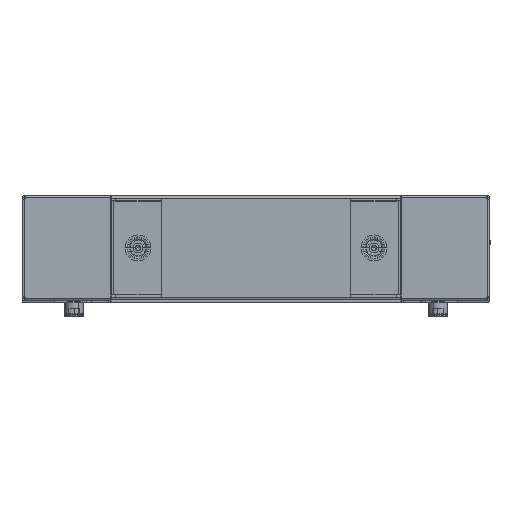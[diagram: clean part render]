
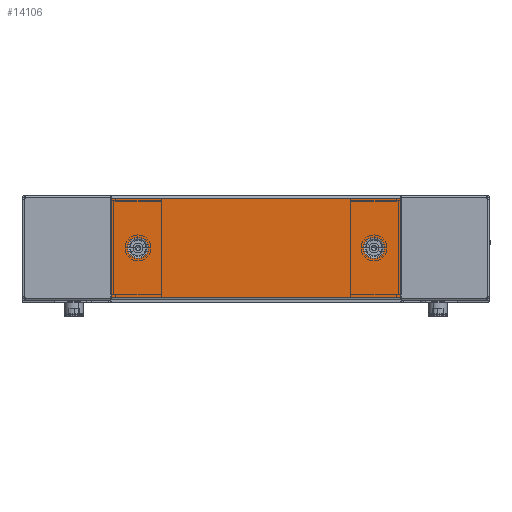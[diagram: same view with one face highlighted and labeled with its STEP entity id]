
A CAD part, top view. The second image highlights one B-rep face of the part: STEP entity #14106.
In plain terms, the highlighted face is planar.
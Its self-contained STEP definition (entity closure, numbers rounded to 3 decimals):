
#3808 = AXIS2_PLACEMENT_3D ( 'NONE', #19378, #19372, #19382 ) ;
#5032 = VECTOR ( 'NONE', #6685, 1000. ) ;
#5033 = VECTOR ( 'NONE', #6682, 1000. ) ;
#5034 = LINE ( 'NONE', #6683, #5032 ) ;
#5035 = VECTOR ( 'NONE', #6680, 1000. ) ;
#5036 = CIRCLE ( 'NONE', #25469, 10. ) ;
#5037 = VECTOR ( 'NONE', #6671, 1000. ) ;
#5038 = LINE ( 'NONE', #6675, #5033 ) ;
#5039 = LINE ( 'NONE', #6670, #5037 ) ;
#5041 = CIRCLE ( 'NONE', #25470, 10. ) ;
#5046 = LINE ( 'NONE', #6676, #5035 ) ;
#5059 = CIRCLE ( 'NONE', #25477, 10. ) ;
#5385 = CIRCLE ( 'NONE', #25501, 10. ) ;
#6538 = CARTESIAN_POINT ( 'NONE',  ( 113.5, 0., 0. ) ) ;
#6539 = DIRECTION ( 'NONE',  ( 0., 0., -1. ) ) ;
#6540 = DIRECTION ( 'NONE',  ( -1., 0., 0. ) ) ;
#6642 = CARTESIAN_POINT ( 'NONE',  ( -113.5, 0., 0. ) ) ;
#6643 = DIRECTION ( 'NONE',  ( 0., 0., 1. ) ) ;
#6644 = DIRECTION ( 'NONE',  ( 1., 0., 0. ) ) ;
#6670 = CARTESIAN_POINT ( 'NONE',  ( 139., -47.9, 0. ) ) ;
#6671 = DIRECTION ( 'NONE',  ( -1., 0., 0. ) ) ;
#6675 = CARTESIAN_POINT ( 'NONE',  ( -139., 47.9, 0. ) ) ;
#6676 = CARTESIAN_POINT ( 'NONE',  ( -139., 48., 0. ) ) ;
#6677 = CARTESIAN_POINT ( 'NONE',  ( -113.5, 0., 0. ) ) ;
#6678 = DIRECTION ( 'NONE',  ( 0., 0., 1. ) ) ;
#6679 = DIRECTION ( 'NONE',  ( 1., 0., 0. ) ) ;
#6680 = DIRECTION ( 'NONE',  ( 0., -1., 0. ) ) ;
#6682 = DIRECTION ( 'NONE',  ( 1., 0., 0. ) ) ;
#6683 = CARTESIAN_POINT ( 'NONE',  ( 139., 48., 0. ) ) ;
#6685 = DIRECTION ( 'NONE',  ( 0., 1., 0. ) ) ;
#6688 = CARTESIAN_POINT ( 'NONE',  ( 113.5, 0., 0. ) ) ;
#6689 = DIRECTION ( 'NONE',  ( 0., 0., -1. ) ) ;
#6690 = DIRECTION ( 'NONE',  ( -1., 0., 0. ) ) ;
#11464 = EDGE_LOOP ( 'NONE', ( #24635, #24634 ) ) ;
#12105 = VERTEX_POINT ( 'NONE', #22272 ) ;
#12106 = VERTEX_POINT ( 'NONE', #22279 ) ;
#12155 = VERTEX_POINT ( 'NONE', #22348 ) ;
#12156 = VERTEX_POINT ( 'NONE', #22350 ) ;
#12275 = VERTEX_POINT ( 'NONE', #22383 ) ;
#12282 = VERTEX_POINT ( 'NONE', #22391 ) ;
#12313 = VERTEX_POINT ( 'NONE', #22443 ) ;
#12315 = VERTEX_POINT ( 'NONE', #22446 ) ;
#12949 = FACE_OUTER_BOUND ( 'NONE', #18102, .T. ) ;
#12951 = FACE_BOUND ( 'NONE', #18101, .T. ) ;
#12952 = FACE_BOUND ( 'NONE', #11464, .T. ) ;
#14106 = ADVANCED_FACE ( 'NONE', ( #12952, #12949, #12951 ), #19380, .F. ) ;
#18101 = EDGE_LOOP ( 'NONE', ( #24629, #24628 ) ) ;
#18102 = EDGE_LOOP ( 'NONE', ( #24633, #24632, #24631, #24630 ) ) ;
#19372 = DIRECTION ( 'NONE',  ( 0., 0., 1. ) ) ;
#19378 = CARTESIAN_POINT ( 'NONE',  ( -139., -48., 0. ) ) ;
#19380 = PLANE ( 'NONE',  #3808 ) ;
#19382 = DIRECTION ( 'NONE',  ( 1., 0., 0. ) ) ;
#20072 = EDGE_CURVE ( 'NONE', #12105, #12106, #5385, .T. ) ;
#20111 = EDGE_CURVE ( 'NONE', #12275, #12282, #5059, .T. ) ;
#20124 = EDGE_CURVE ( 'NONE', #12282, #12275, #5041, .T. ) ;
#20125 = EDGE_CURVE ( 'NONE', #12156, #12155, #5039, .T. ) ;
#20126 = EDGE_CURVE ( 'NONE', #12315, #12155, #5046, .T. ) ;
#20127 = EDGE_CURVE ( 'NONE', #12315, #12313, #5038, .T. ) ;
#20128 = EDGE_CURVE ( 'NONE', #12156, #12313, #5034, .T. ) ;
#20129 = EDGE_CURVE ( 'NONE', #12106, #12105, #5036, .T. ) ;
#22272 = CARTESIAN_POINT ( 'NONE',  ( 123.5, 0., 0. ) ) ;
#22279 = CARTESIAN_POINT ( 'NONE',  ( 103.5, 0., 0. ) ) ;
#22348 = CARTESIAN_POINT ( 'NONE',  ( -139., -47.9, 0. ) ) ;
#22350 = CARTESIAN_POINT ( 'NONE',  ( 139., -47.9, 0. ) ) ;
#22383 = CARTESIAN_POINT ( 'NONE',  ( -103.5, 0., 0. ) ) ;
#22391 = CARTESIAN_POINT ( 'NONE',  ( -123.5, 0., 0. ) ) ;
#22443 = CARTESIAN_POINT ( 'NONE',  ( 139., 47.9, 0. ) ) ;
#22446 = CARTESIAN_POINT ( 'NONE',  ( -139., 47.9, 0. ) ) ;
#24628 = ORIENTED_EDGE ( 'NONE', *, *, #20072, .F. ) ;
#24629 = ORIENTED_EDGE ( 'NONE', *, *, #20129, .F. ) ;
#24630 = ORIENTED_EDGE ( 'NONE', *, *, #20128, .F. ) ;
#24631 = ORIENTED_EDGE ( 'NONE', *, *, #20127, .T. ) ;
#24632 = ORIENTED_EDGE ( 'NONE', *, *, #20126, .F. ) ;
#24633 = ORIENTED_EDGE ( 'NONE', *, *, #20125, .T. ) ;
#24634 = ORIENTED_EDGE ( 'NONE', *, *, #20124, .T. ) ;
#24635 = ORIENTED_EDGE ( 'NONE', *, *, #20111, .T. ) ;
#25469 = AXIS2_PLACEMENT_3D ( 'NONE', #6688, #6689, #6690 ) ;
#25470 = AXIS2_PLACEMENT_3D ( 'NONE', #6677, #6678, #6679 ) ;
#25477 = AXIS2_PLACEMENT_3D ( 'NONE', #6642, #6643, #6644 ) ;
#25501 = AXIS2_PLACEMENT_3D ( 'NONE', #6538, #6539, #6540 ) ;
